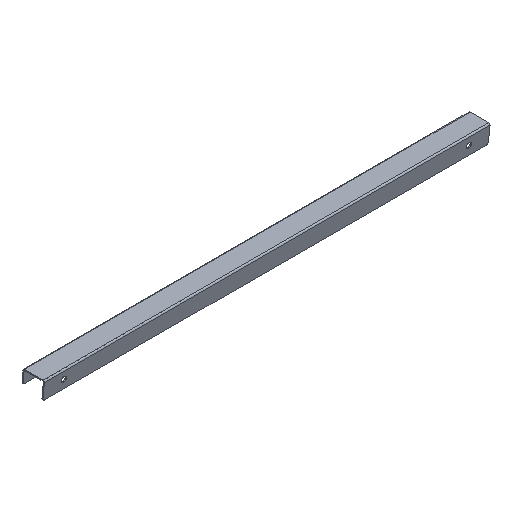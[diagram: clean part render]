
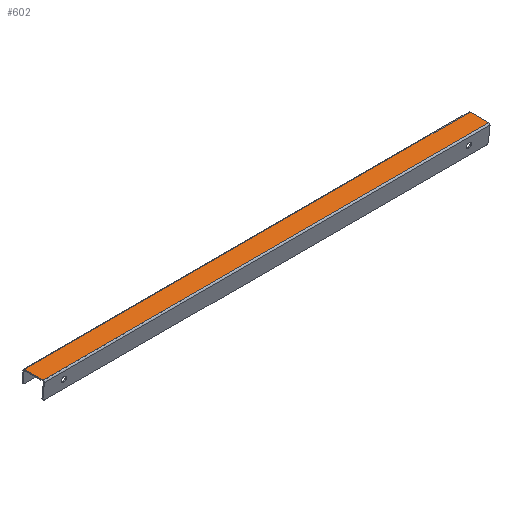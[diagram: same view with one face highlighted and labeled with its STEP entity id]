
A CAD part, isometric view. The second image highlights one B-rep face of the part: STEP entity #602.
In plain terms, the highlighted planar face has unit normal (0, 0, 1).
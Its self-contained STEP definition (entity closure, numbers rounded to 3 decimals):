
#65 = EDGE_CURVE ( 'NONE', #856, #898, #168, .T. ) ;
#73 = EDGE_CURVE ( 'NONE', #898, #851, #258, .T. ) ;
#74 = EDGE_CURVE ( 'NONE', #852, #856, #399, .T. ) ;
#116 = EDGE_CURVE ( 'NONE', #851, #852, #407, .T. ) ;
#128 = AXIS2_PLACEMENT_3D ( 'NONE', #690, #702, #672 ) ;
#166 = VECTOR ( 'NONE', #993, 1000. ) ;
#168 = LINE ( 'NONE', #980, #166 ) ;
#227 = EDGE_LOOP ( 'NONE', ( #585, #461, #553, #586 ) ) ;
#258 = LINE ( 'NONE', #1011, #495 ) ;
#369 = FACE_OUTER_BOUND ( 'NONE', #227, .T. ) ;
#398 = VECTOR ( 'NONE', #1012, 1000. ) ;
#399 = LINE ( 'NONE', #1009, #398 ) ;
#407 = LINE ( 'NONE', #1017, #408 ) ;
#408 = VECTOR ( 'NONE', #1018, 1000. ) ;
#461 = ORIENTED_EDGE ( 'NONE', *, *, #74, .T. ) ;
#495 = VECTOR ( 'NONE', #1010, 1000. ) ;
#553 = ORIENTED_EDGE ( 'NONE', *, *, #65, .T. ) ;
#585 = ORIENTED_EDGE ( 'NONE', *, *, #116, .T. ) ;
#586 = ORIENTED_EDGE ( 'NONE', *, *, #73, .T. ) ;
#602 = ADVANCED_FACE ( 'NONE', ( #369 ), #696, .T. ) ;
#648 = CARTESIAN_POINT ( 'NONE',  ( 312.5, 13.048, 1.5 ) ) ;
#650 = CARTESIAN_POINT ( 'NONE',  ( 312.5, -12.947, 1.5 ) ) ;
#661 = CARTESIAN_POINT ( 'NONE',  ( -312.5, 13.048, 1.5 ) ) ;
#672 = DIRECTION ( 'NONE',  ( 1., 0., 0. ) ) ;
#690 = CARTESIAN_POINT ( 'NONE',  ( -312.5, -13.5, 1.5 ) ) ;
#696 = PLANE ( 'NONE',  #128 ) ;
#702 = DIRECTION ( 'NONE',  ( 0., 0., 1. ) ) ;
#817 = CARTESIAN_POINT ( 'NONE',  ( -312.5, -12.947, 1.5 ) ) ;
#851 = VERTEX_POINT ( 'NONE', #650 ) ;
#852 = VERTEX_POINT ( 'NONE', #648 ) ;
#856 = VERTEX_POINT ( 'NONE', #661 ) ;
#898 = VERTEX_POINT ( 'NONE', #817 ) ;
#980 = CARTESIAN_POINT ( 'NONE',  ( -312.5, 13.5, 1.5 ) ) ;
#993 = DIRECTION ( 'NONE',  ( 0., -1., 0. ) ) ;
#1009 = CARTESIAN_POINT ( 'NONE',  ( 312.5, 13.048, 1.5 ) ) ;
#1010 = DIRECTION ( 'NONE',  ( 1., 0., 0. ) ) ;
#1011 = CARTESIAN_POINT ( 'NONE',  ( -312.5, -12.947, 1.5 ) ) ;
#1012 = DIRECTION ( 'NONE',  ( -1., 0., 0. ) ) ;
#1017 = CARTESIAN_POINT ( 'NONE',  ( 312.5, 13.5, 1.5 ) ) ;
#1018 = DIRECTION ( 'NONE',  ( 0., 1., 0. ) ) ;
